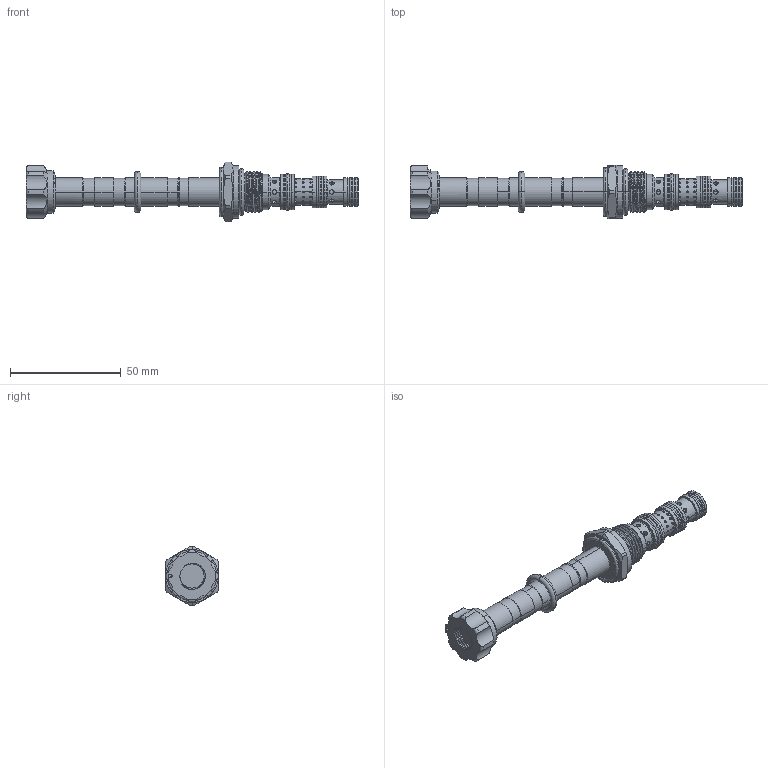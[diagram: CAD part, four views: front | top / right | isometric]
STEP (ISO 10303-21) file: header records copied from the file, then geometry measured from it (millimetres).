
FILE_DESCRIPTION (( 'STEP AP203' ), '1' );
FILE_NAME ('ES08W4A23N04.STEP', '2020-04-10T01:37:56', ( '' ), ( '' ), 'SwSTEP 2.0', 'SolidWorks 2018', '' );
FILE_SCHEMA (( 'CONFIG_CONTROL_DESIGN' ));
Length unit declared in the file: millimetre
Products named in the file (1): ES08W4A23N04
Bounding box: 149.9 x 24 x 27 mm (x, y, z)
Volume: 25592.4 mm3; surface area: 12852.1 mm2
Topology: 9 solids, 9 shells, 457 faces, 1009 edges, 638 vertices
Faces by surface type: cylinder 321, torus 54, plane 40, cone 38, bspline 4
Entity records: 18756 total; most frequent: CARTESIAN_POINT 9026, ORIENTED_EDGE 2018, DIRECTION 1896, EDGE_CURVE 1009, AXIS2_PLACEMENT_3D 794, VERTEX_POINT 638, EDGE_LOOP 543, ADVANCED_FACE 457
